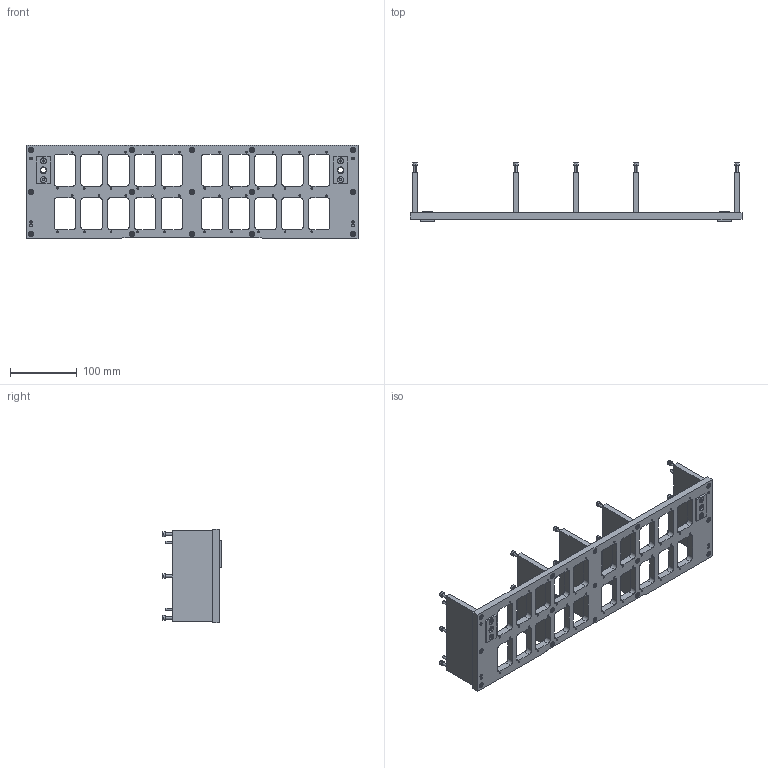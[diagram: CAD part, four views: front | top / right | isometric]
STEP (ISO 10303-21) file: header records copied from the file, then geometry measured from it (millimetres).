
FILE_DESCRIPTION (( 'STEP AP214' ), '1' );
FILE_NAME ('INGUN_116633.STEP', '2025-06-30T09:35:42', ( '' ), ( '' ), 'SwSTEP 2.0', 'SolidWorks 2023', '' );
FILE_SCHEMA (( 'AUTOMOTIVE_DESIGN' ));
Length unit declared in the file: millimetre
Products named in the file (8): 31648~0_S; 8233~0; 30431~1_S; DIN7991~n_M04,0x010; 30425~1_S; INGUN_116633; DIN912~n_M04,0x016; DIN6325~n_04,0m6x018
Assembly tree (52 placements, depth 2):
  INGUN_116633
    30431~1_S
    8233~0  x2
    31648~0_S  x2
    30425~1_S  x5
    DIN912~n_M04,0x016  x30
    DIN6325~n_04,0m6x018  x8
    DIN7991~n_M04,0x010  x4
Bounding box: 496 x 87.9 x 140 mm (x, y, z)
Volume: 713552.9 mm3; surface area: 252593.9 mm2
Topology: 52 solids, 52 shells, 1717 faces, 4286 edges, 2714 vertices
Faces by surface type: cylinder 1108, plane 293, cone 272, sphere 32, torus 12
Entity records: 18071 total; most frequent: DIRECTION 3156, CARTESIAN_POINT 2785, ORIENTED_EDGE 2684, EDGE_CURVE 1342, AXIS2_PLACEMENT_3D 1253, VERTEX_POINT 882, EDGE_LOOP 720, CIRCLE 692
